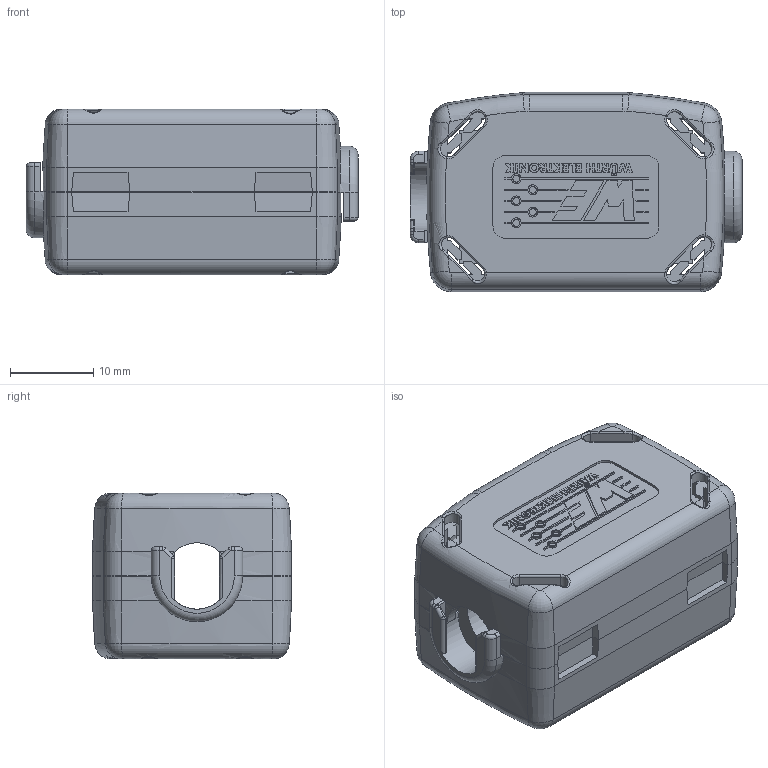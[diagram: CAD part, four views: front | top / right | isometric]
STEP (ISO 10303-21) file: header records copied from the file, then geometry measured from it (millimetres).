
FILE_DESCRIPTION(/* description */ ('Unknown'),/* implementation_level */ '2;1');
FILE_NAME(/* name */ '74271131',/* time_stamp */ '2020-02-11T16:09:04+01:00',/* author */ ('Unknown'),/* organization */ ('Unknown'),/* preprocessor_version */ 'ST-DEVELOPER v16.7',/* originating_system */ 'DEX',/* authorisation */ $);
FILE_SCHEMA (('AUTOMOTIVE_DESIGN {1 0 10303 214 3 1 1}'));
Length unit declared in the file: millimetre
Products named in the file (4): 74271131; 74271131_unten; Ferrit; 74271131_oben
Assembly tree (4 placements, depth 2):
  74271131
    74271131_unten
    Ferrit  x2
    74271131_oben
Bounding box: 40 x 24 x 20 mm (x, y, z)
Volume: 10769.5 mm3; surface area: 11655.3 mm2
Topology: 4 solids, 4 shells, 1475 faces, 4048 edges, 2626 vertices
Faces by surface type: plane 969, cylinder 216, bspline 204, torus 56, cone 30
Full cylindrical faces by diameter (mm): 3 x2, 4.289 x1, 4.75 x1
Entity records: 51660 total; most frequent: CARTESIAN_POINT 15424, ORIENTED_EDGE 8048, DIRECTION 6650, EDGE_CURVE 4024, LINE 2906, VECTOR 2906, VERTEX_POINT 2614, AXIS2_PLACEMENT_3D 1872
